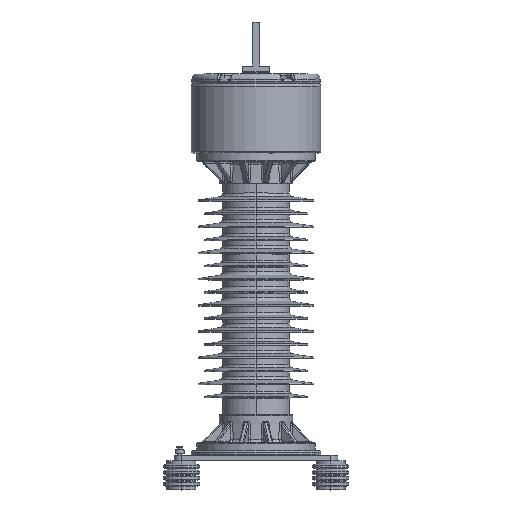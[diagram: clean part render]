
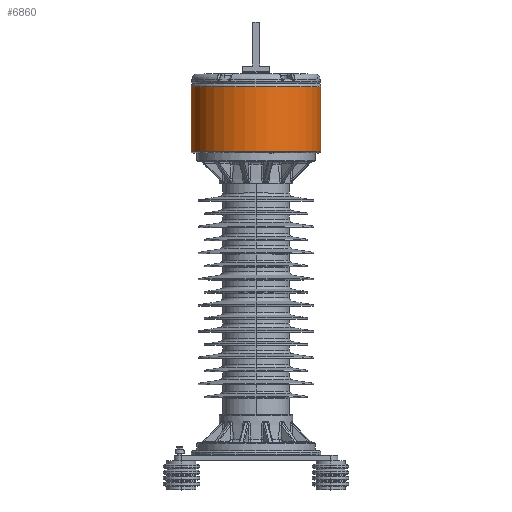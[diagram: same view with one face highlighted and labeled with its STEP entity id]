
A CAD part, top view. The second image highlights one B-rep face of the part: STEP entity #6860.
In plain terms, the highlighted cylindrical face has radius 178 mm (diameter 356 mm), a partial arc.
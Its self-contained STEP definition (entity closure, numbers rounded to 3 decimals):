
#6370=CARTESIAN_POINT('',(0.,1108.,0.));
#6371=DIRECTION('',(0.,1.,0.));
#6372=DIRECTION('',(-1.,0.,0.));
#6373=AXIS2_PLACEMENT_3D('',#6370,#6371,#6372);
#6375=CARTESIAN_POINT('',(0.,929.,0.));
#6376=DIRECTION('',(0.,-1.,0.));
#6377=DIRECTION('',(1.,0.,0.));
#6378=AXIS2_PLACEMENT_3D('',#6375,#6376,#6377);
#6380=DIRECTION('',(0.,1.,0.));
#6381=VECTOR('',#6380,179.);
#6382=CARTESIAN_POINT('',(-178.,929.,0.));
#6383=LINE('',#6382,#6381);
#6394=DIRECTION('',(0.,1.,0.));
#6395=VECTOR('',#6394,179.);
#6396=CARTESIAN_POINT('',(178.,929.,0.));
#6397=LINE('',#6396,#6395);
#6398=CARTESIAN_POINT('',(178.,929.,0.));
#6399=CARTESIAN_POINT('',(-178.,929.,0.));
#6400=VERTEX_POINT('',#6398);
#6401=VERTEX_POINT('',#6399);
#6430=CARTESIAN_POINT('',(178.,1108.,0.));
#6431=CARTESIAN_POINT('',(-178.,1108.,0.));
#6432=VERTEX_POINT('',#6430);
#6433=VERTEX_POINT('',#6431);
#6846=CARTESIAN_POINT('',(0.,929.,0.));
#6847=DIRECTION('',(0.,1.,0.));
#6848=DIRECTION('',(1.,0.,0.));
#6849=AXIS2_PLACEMENT_3D('',#6846,#6847,#6848);
#6850=CYLINDRICAL_SURFACE('',#6849,178.);
#6851=ORIENTED_EDGE('',*,*,#6840,.T.);
#6853=ORIENTED_EDGE('',*,*,#6852,.F.);
#6855=ORIENTED_EDGE('',*,*,#6854,.T.);
#6857=ORIENTED_EDGE('',*,*,#6856,.T.);
#6858=EDGE_LOOP('',(#6851,#6853,#6855,#6857));
#6859=FACE_OUTER_BOUND('',#6858,.F.);
#6860=ADVANCED_FACE('',(#6859),#6850,.T.);
#6374=CIRCLE('',#6373,178.);
#6379=CIRCLE('',#6378,178.);
#6840=EDGE_CURVE('',#6433,#6432,#6374,.T.);
#6852=EDGE_CURVE('',#6400,#6432,#6397,.T.);
#6854=EDGE_CURVE('',#6400,#6401,#6379,.T.);
#6856=EDGE_CURVE('',#6401,#6433,#6383,.T.);
